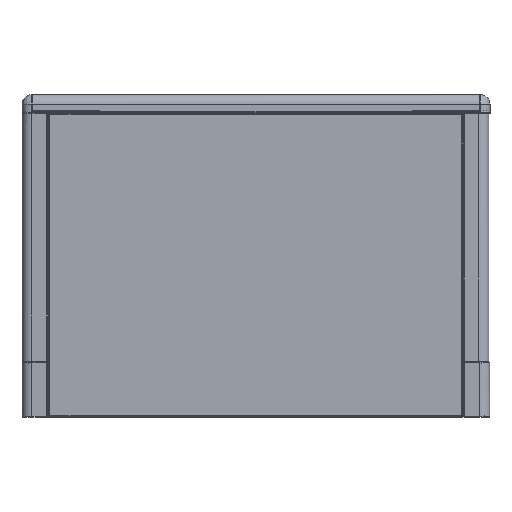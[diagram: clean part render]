
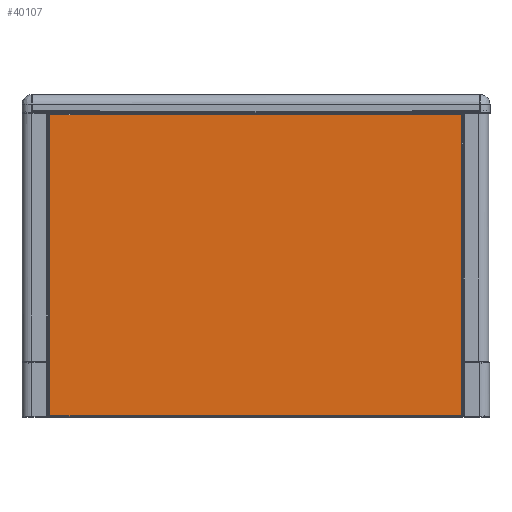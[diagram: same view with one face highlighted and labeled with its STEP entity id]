
A CAD part, top view. The second image highlights one B-rep face of the part: STEP entity #40107.
In plain terms, the highlighted free-form (B-spline) face has degree [1, 1] with [2, 2] control points.
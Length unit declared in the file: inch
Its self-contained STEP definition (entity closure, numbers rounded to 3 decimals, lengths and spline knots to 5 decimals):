
#39626=CARTESIAN_POINT('V1408',(-5.78604,0.53789,
   -0.04853));
#39627=VERTEX_POINT('V1408',#39626);
#39628=CARTESIAN_POINT('V1409',(-5.78604,0.57789,
   -0.04853));
#39629=VERTEX_POINT('V1409',#39628);
#39630=CARTESIAN_POINT('E2350',(-5.78604,0.53789,
   -0.04853));
#39631=CARTESIAN_POINT('E2350',(-5.78604,0.57789,
   -0.04853));
#39632=QUASI_UNIFORM_CURVE('E2350',1,(#39630,#39631),.POLYLINE_FORM.,
   .F.,.U.);
#39633=EDGE_CURVE('E2350',#39627,#39629,#39632,.T.);
#39695=CARTESIAN_POINT('V1410',(17.20996,0.57789,
   -0.04853));
#39696=VERTEX_POINT('V1410',#39695);
#39710=CARTESIAN_POINT('E2351',(-5.78604,0.57789,
   -0.04853));
#39711=CARTESIAN_POINT('E2351',(17.20996,0.57789,
   -0.04853));
#39712=QUASI_UNIFORM_CURVE('E2351',1,(#39710,#39711),.POLYLINE_FORM.,
   .F.,.U.);
#39713=EDGE_CURVE('E2351',#39629,#39696,#39712,.T.);
#39739=CARTESIAN_POINT('V1411',(17.20996,0.53789,
   -0.04853));
#39740=VERTEX_POINT('V1411',#39739);
#39741=CARTESIAN_POINT('E2352',(17.20996,0.57789,
   -0.04853));
#39742=CARTESIAN_POINT('E2352',(17.20996,0.53789,
   -0.04853));
#39743=QUASI_UNIFORM_CURVE('E2352',1,(#39741,#39742),.POLYLINE_FORM.,
   .F.,.U.);
#39744=EDGE_CURVE('E2352',#39696,#39740,#39743,.T.);
#39767=CARTESIAN_POINT('V1412',(17.22196,0.53789,
   -0.04853));
#39768=VERTEX_POINT('V1412',#39767);
#39769=CARTESIAN_POINT('E2353',(17.20996,0.53789,
   -0.04853));
#39770=CARTESIAN_POINT('E2353',(17.22196,0.53789,
   -0.04853));
#39771=QUASI_UNIFORM_CURVE('E2353',1,(#39769,#39770),.POLYLINE_FORM.,
   .F.,.U.);
#39772=EDGE_CURVE('E2353',#39740,#39768,#39771,.T.);
#39828=CARTESIAN_POINT('V1413',(17.22196,
   17.43789,-0.04853));
#39829=VERTEX_POINT('V1413',#39828);
#39843=CARTESIAN_POINT('E2354',(17.22196,0.53789,
   -0.04853));
#39844=CARTESIAN_POINT('E2354',(17.22196,
   17.43789,-0.04853));
#39845=QUASI_UNIFORM_CURVE('E2354',1,(#39843,#39844),.POLYLINE_FORM.,
   .F.,.U.);
#39846=EDGE_CURVE('E2354',#39768,#39829,#39845,.T.);
#39872=CARTESIAN_POINT('V1414',(17.20996,
   17.43789,-0.04853));
#39873=VERTEX_POINT('V1414',#39872);
#39874=CARTESIAN_POINT('E2355',(17.22196,
   17.43789,-0.04853));
#39875=CARTESIAN_POINT('E2355',(17.20996,
   17.43789,-0.04853));
#39876=QUASI_UNIFORM_CURVE('E2355',1,(#39874,#39875),.POLYLINE_FORM.,
   .F.,.U.);
#39877=EDGE_CURVE('E2355',#39829,#39873,#39876,.T.);
#39900=CARTESIAN_POINT('V1415',(17.20996,
   17.39789,-0.04853));
#39901=VERTEX_POINT('V1415',#39900);
#39902=CARTESIAN_POINT('E2356',(17.20996,
   17.43789,-0.04853));
#39903=CARTESIAN_POINT('E2356',(17.20996,
   17.39789,-0.04853));
#39904=QUASI_UNIFORM_CURVE('E2356',1,(#39902,#39903),.POLYLINE_FORM.,
   .F.,.U.);
#39905=EDGE_CURVE('E2356',#39873,#39901,#39904,.T.);
#39961=CARTESIAN_POINT('V1416',(-5.78604,
   17.39789,-0.04853));
#39962=VERTEX_POINT('V1416',#39961);
#39976=CARTESIAN_POINT('E2357',(17.20996,
   17.39789,-0.04853));
#39977=CARTESIAN_POINT('E2357',(-5.78604,
   17.39789,-0.04853));
#39978=QUASI_UNIFORM_CURVE('E2357',1,(#39976,#39977),.POLYLINE_FORM.,
   .F.,.U.);
#39979=EDGE_CURVE('E2357',#39901,#39962,#39978,.T.);
#40005=CARTESIAN_POINT('V1405',(-5.78604,
   17.43789,-0.04853));
#40006=VERTEX_POINT('V1405',#40005);
#40007=CARTESIAN_POINT('E2358',(-5.78604,
   17.39789,-0.04853));
#40008=CARTESIAN_POINT('E2358',(-5.78604,
   17.43789,-0.04853));
#40009=QUASI_UNIFORM_CURVE('E2358',1,(#40007,#40008),.POLYLINE_FORM.,
   .F.,.U.);
#40010=EDGE_CURVE('E2358',#39962,#40006,#40009,.T.);
#40061=CARTESIAN_POINT('V1407',(-5.79804,0.53789,
   -0.04853));
#40062=VERTEX_POINT('V1407',#40061);
#40063=CARTESIAN_POINT('E2349',(-5.79804,0.53789,
   -0.04853));
#40064=CARTESIAN_POINT('E2349',(-5.78604,0.53789,
   -0.04853));
#40065=QUASI_UNIFORM_CURVE('E2349',1,(#40063,#40064),.POLYLINE_FORM.,
   .F.,.U.);
#40066=EDGE_CURVE('E2349',#40062,#39627,#40065,.T.);
#40078=CARTESIAN_POINT('F951',(17.22314,17.43908,
   -0.04853));
#40079=CARTESIAN_POINT('F951',(-5.79922,17.43908,
   -0.04853));
#40080=CARTESIAN_POINT('F951',(17.22314,0.53671,
   -0.04853));
#40081=CARTESIAN_POINT('F951',(-5.79922,0.53671,
   -0.04853));
#40082=B_SPLINE_SURFACE_WITH_KNOTS('F951',1,1,((#40078,#40080),(
   #40079,#40081)),.PLANE_SURF.,.F.,.F.,.U.,(2,2),(2,2),(0.0,
   1.36208),(0.0,1.0),.UNSPECIFIED.);
#40083=CARTESIAN_POINT('V1406',(-5.79804,
   17.43789,-0.04853));
#40084=VERTEX_POINT('V1406',#40083);
#40085=CARTESIAN_POINT('E2347',(-5.78604,
   17.43789,-0.04853));
#40086=CARTESIAN_POINT('E2347',(-5.79804,
   17.43789,-0.04853));
#40087=QUASI_UNIFORM_CURVE('E2347',1,(#40085,#40086),.POLYLINE_FORM.,
   .F.,.U.);
#40088=EDGE_CURVE('E2347',#40006,#40084,#40087,.T.);
#40089=ORIENTED_EDGE('E2347',*,*,#40088,.T.);
#40090=CARTESIAN_POINT('E2348',(-5.79804,
   17.43789,-0.04853));
#40091=CARTESIAN_POINT('E2348',(-5.79804,0.53789,
   -0.04853));
#40092=QUASI_UNIFORM_CURVE('E2348',1,(#40090,#40091),.POLYLINE_FORM.,
   .F.,.U.);
#40093=EDGE_CURVE('E2348',#40084,#40062,#40092,.T.);
#40094=ORIENTED_EDGE('E2348',*,*,#40093,.T.);
#40095=ORIENTED_EDGE('E2349',*,*,#40066,.T.);
#40096=ORIENTED_EDGE('E2350',*,*,#39633,.T.);
#40097=ORIENTED_EDGE('F1084',*,*,#39713,.T.);
#40098=ORIENTED_EDGE('E2352',*,*,#39744,.T.);
#40099=ORIENTED_EDGE('E2353',*,*,#39772,.T.);
#40100=ORIENTED_EDGE('F1080',*,*,#39846,.T.);
#40101=ORIENTED_EDGE('E2355',*,*,#39877,.T.);
#40102=ORIENTED_EDGE('E2356',*,*,#39905,.T.);
#40103=ORIENTED_EDGE('F1078',*,*,#39979,.T.);
#40104=ORIENTED_EDGE('E2358',*,*,#40010,.T.);
#40105=EDGE_LOOP('F951',(#40089,#40094,#40095,#40096,#40097,#40098,
   #40099,#40100,#40101,#40102,#40103,#40104));
#40106=FACE_OUTER_BOUND('F951',#40105,.T.);
#40107=ADVANCED_FACE('F951',(#40106),#40082,.T.);
